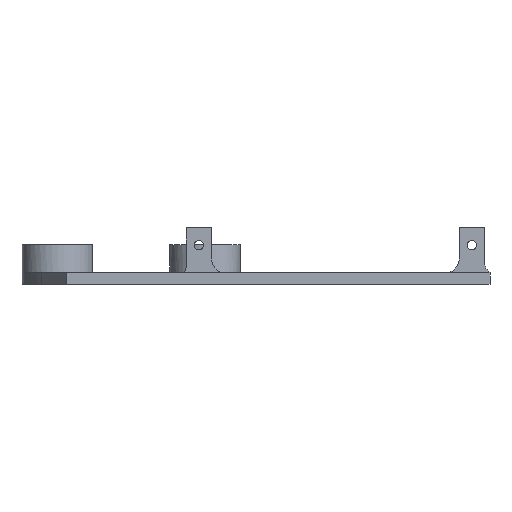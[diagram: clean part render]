
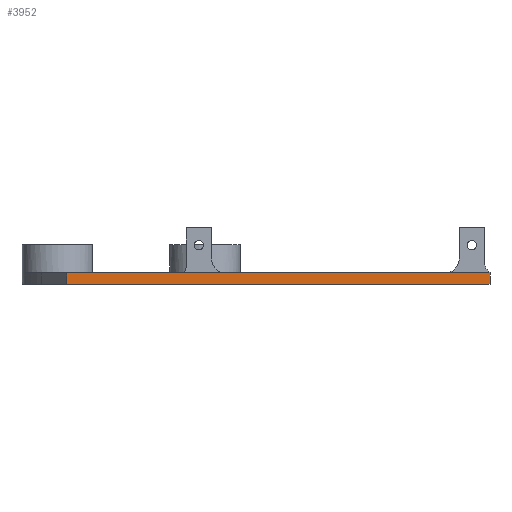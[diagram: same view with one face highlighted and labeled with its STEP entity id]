
A CAD part, front view. The second image highlights one B-rep face of the part: STEP entity #3952.
In plain terms, the highlighted planar face has unit normal (0, -1, 0).
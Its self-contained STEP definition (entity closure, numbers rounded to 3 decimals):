
#571=FACE_OUTER_BOUND('',#789,.T.);
#789=EDGE_LOOP('',(#3580,#3581,#3582,#3583));
#835=LINE('',#5629,#1210);
#1017=LINE('',#6271,#1392);
#1178=LINE('',#6765,#1553);
#1182=LINE('',#6779,#1557);
#1210=VECTOR('',#4483,10.);
#1392=VECTOR('',#4959,10.);
#1553=VECTOR('',#5474,10.);
#1557=VECTOR('',#5492,10.);
#1607=VERTEX_POINT('',#5626);
#1608=VERTEX_POINT('',#5628);
#1823=VERTEX_POINT('',#6270);
#1931=VERTEX_POINT('',#6763);
#1994=EDGE_CURVE('',#1607,#1608,#835,.T.);
#2274=EDGE_CURVE('',#1608,#1823,#1017,.T.);
#2505=EDGE_CURVE('',#1607,#1931,#1178,.T.);
#2512=EDGE_CURVE('',#1931,#1823,#1182,.T.);
#3580=ORIENTED_EDGE('',*,*,#1994,.F.);
#3581=ORIENTED_EDGE('',*,*,#2505,.T.);
#3582=ORIENTED_EDGE('',*,*,#2512,.T.);
#3583=ORIENTED_EDGE('',*,*,#2274,.F.);
#3763=PLANE('',#4354);
#3952=ADVANCED_FACE('',(#571),#3763,.F.);
#4354=AXIS2_PLACEMENT_3D('',#6778,#5490,#5491);
#4483=DIRECTION('',(1.,0.,0.));
#4959=DIRECTION('',(0.,0.,-1.));
#5474=DIRECTION('',(0.,0.,-1.));
#5490=DIRECTION('center_axis',(0.,1.,0.));
#5491=DIRECTION('ref_axis',(1.,0.,0.));
#5492=DIRECTION('',(1.,0.,0.));
#5626=CARTESIAN_POINT('',(0.,0.,0.));
#5628=CARTESIAN_POINT('',(150.,0.,0.));
#5629=CARTESIAN_POINT('',(0.,0.,0.));
#6270=CARTESIAN_POINT('',(150.,0.,-4.));
#6271=CARTESIAN_POINT('',(150.,0.,0.));
#6763=CARTESIAN_POINT('',(0.,0.,-4.));
#6765=CARTESIAN_POINT('',(0.,0.,0.));
#6778=CARTESIAN_POINT('Origin',(0.,0.,0.));
#6779=CARTESIAN_POINT('',(0.,0.,-4.));
